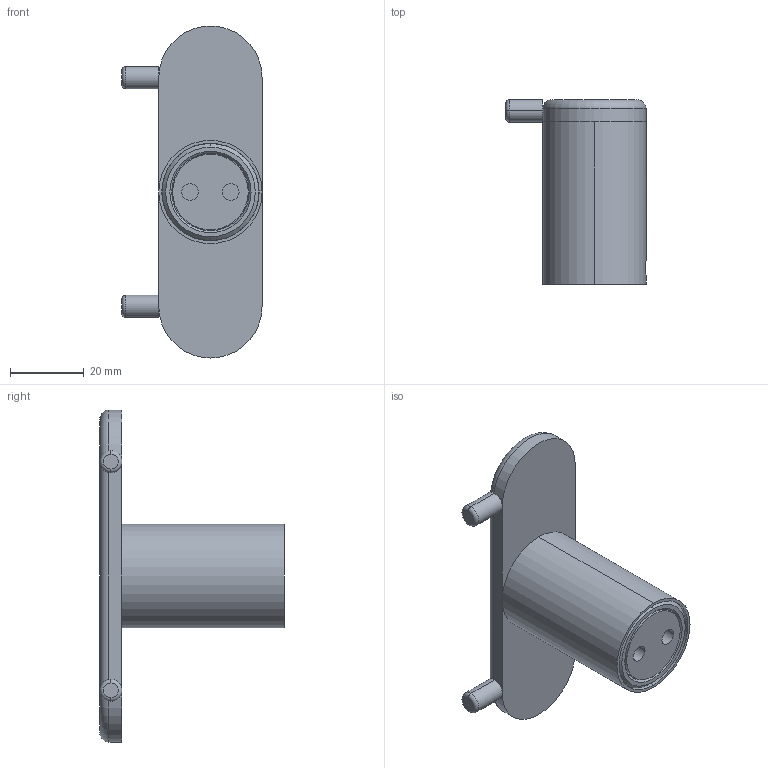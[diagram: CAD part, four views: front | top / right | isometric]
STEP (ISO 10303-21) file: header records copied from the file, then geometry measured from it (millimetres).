
FILE_DESCRIPTION((''),'2;1');
FILE_NAME('AA200012_ASM','2019-06-05T15:46:57',('SJ03'),(''),'CREO PARAMETRIC BY PTC INC, 2018100','CREO PARAMETRIC BY PTC INC, 2018100','');
FILE_SCHEMA(('CONFIG_CONTROL_DESIGN'));
Length unit declared in the file: millimetre
Products named in the file (6): 80AA200012; 80HAA200011_AF0; 81HAA200011_AF5; 81AA200011_ASM; 81AA120011; AA200012_ASM
Assembly tree (5 placements, depth 3):
  AA200012_ASM
    80AA200012
    81AA200011_ASM
      80HAA200011_AF0
      81HAA200011_AF5
    81AA120011
Bounding box: 38 x 50 x 90 mm (x, y, z)
Volume: 22423.8 mm3; surface area: 18397.6 mm2
Topology: 4 solids, 6 shells, 78 faces, 168 edges, 102 vertices
Faces by surface type: cylinder 40, plane 18, cone 14, torus 6
Entity records: 2491 total; most frequent: CARTESIAN_POINT 556, DIRECTION 438, ORIENTED_EDGE 328, AXIS2_PLACEMENT_3D 188, EDGE_CURVE 168, VERTEX_POINT 102, EDGE_LOOP 94, CIRCLE 94
